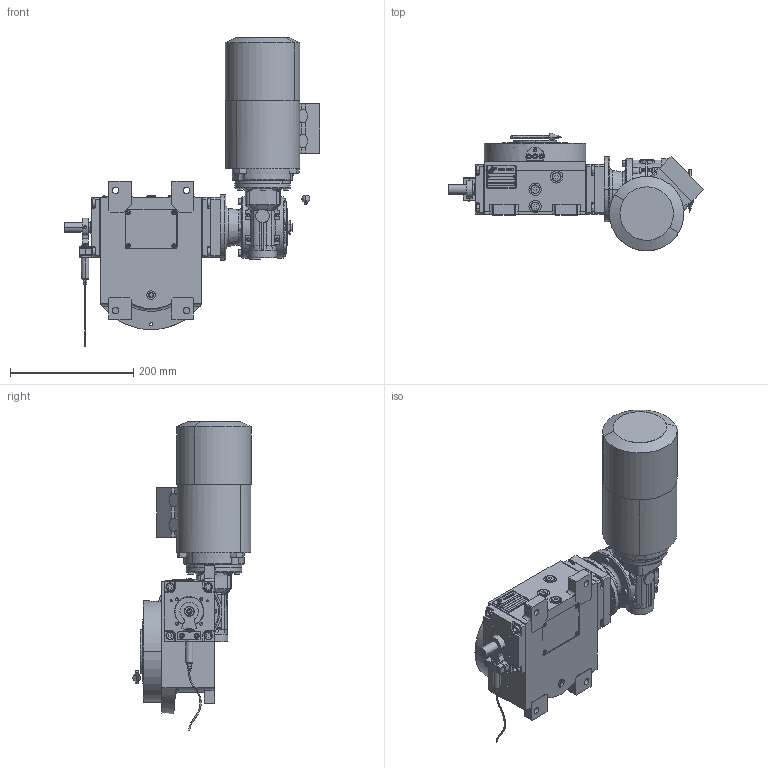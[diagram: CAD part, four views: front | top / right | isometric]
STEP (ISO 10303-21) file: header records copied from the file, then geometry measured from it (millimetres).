
FILE_DESCRIPTION (( 'STEP AP203' ), '1' );
FILE_NAME ('PC5201965.step', '2026-03-23T14:35:34', ( '' ), ( '' ), 'SwSTEP 2.0', 'SolidWorks 2020', '' );
FILE_SCHEMA (( 'CONFIG_CONTROL_DESIGN' ));
Length unit declared in the file: millimetre
Products named in the file (81): cfn2000_01_161; cfn2003_01_063; cfn2000_01_129; AS_rig04_071_8_m; cfn2000_01_147; cfn2151_01_092; rig04_001_a_s_011; AS_900_38_11_019; CFN2203_02_001.stp; CFN2010_02_002.stp; rig04_004_s_002; rig04_003_8; cfn2115_02_213; cfn2128_05_006; BM63B14; cfn2070_05_001; cfn2276_01_065; freccia_angolare; CFN2223_01-390X6-B.stp; RMI40_F1_LCB_DX_63B14; cfn2155_01_055; cfn2128_04_011; rig04_007_master; RIG04_005_ASM.stp; freccia_angolare_albero; cfn2077_01_018; CFN2000_01_185.stp; cfn2073_01_011; cfn2151_01_087; AS_rig04_004_s_002; CFN2356_03_051.stp; cfn2115_02_182; AS_900_38_30_003; cfn2476_01_001_48x38; 900_38_30_003; AS_rig04_015; cfn2400_04_003; 900_38_11_019; AS_cfn2476_01_001_48x38; rig04_002_bl_004 ...
Assembly tree (75 placements, depth 5):
  cfn2151_01_092
  CFN2203_02_001.stp
  cfn2115_02_213
  cfn2276_01_065
  CFN2223_01-390X6-B.stp
Bounding box: 414.63 x 191.99 x 501.06 mm (x, y, z)
Volume: 4700141.1 mm3; surface area: 715219.3 mm2
Topology: 78 solids, 80 shells, 3605 faces, 9020 edges, 5779 vertices
Faces by surface type: plane 1697, cylinder 1210, cone 525, torus 147, bspline 20, sphere 6
Entity records: 122993 total; most frequent: CARTESIAN_POINT 30157, DIRECTION 17942, ORIENTED_EDGE 17314, EDGE_CURVE 8659, AXIS2_PLACEMENT_3D 6531, VERTEX_POINT 5610, VECTOR 4880, LINE 4880
